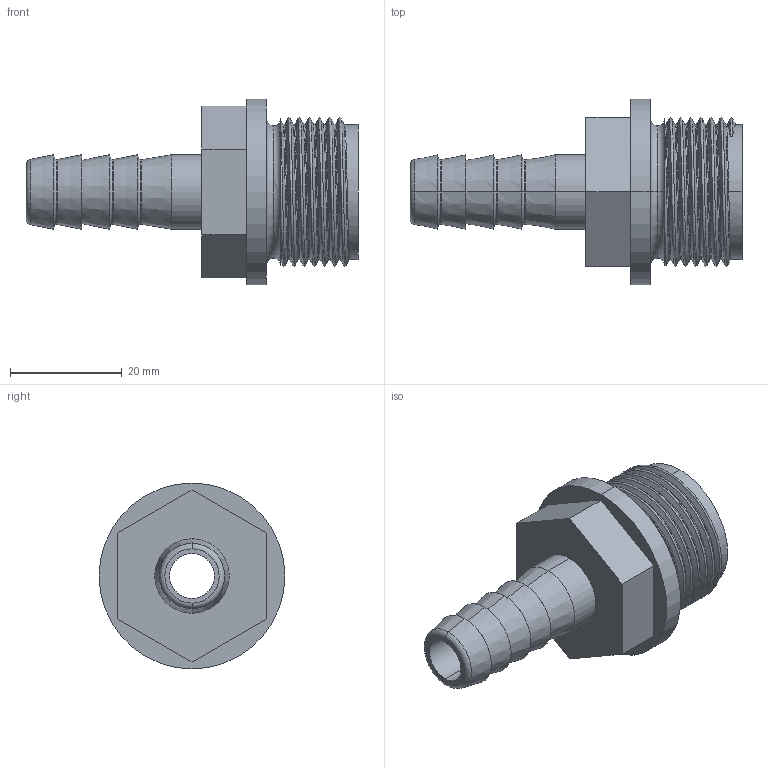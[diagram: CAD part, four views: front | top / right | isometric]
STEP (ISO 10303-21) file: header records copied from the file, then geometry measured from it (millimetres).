
FILE_DESCRIPTION (( 'STEP AP203' ), '1' );
FILE_NAME ('00130_0513.STEP', '2017-05-05T14:58:12', ( '' ), ( '' ), 'SwSTEP 2.0', 'SolidWorks 2011', '' );
FILE_SCHEMA (( 'CONFIG_CONTROL_DESIGN' ));
Length unit declared in the file: millimetre
Products named in the file (1): 00130_0513
Bounding box: 59.3 x 33.2 x 33.2 mm (x, y, z)
Volume: 12125.1 mm3; surface area: 8292.6 mm2
Topology: 1 solids, 1 shells, 80 faces, 184 edges, 114 vertices
Faces by surface type: torus 23, cylinder 22, plane 18, cone 12, bspline 5
Entity records: 5509 total; most frequent: CARTESIAN_POINT 3679, DIRECTION 380, ORIENTED_EDGE 368, EDGE_CURVE 184, AXIS2_PLACEMENT_3D 164, VERTEX_POINT 114, EDGE_LOOP 90, CIRCLE 88
